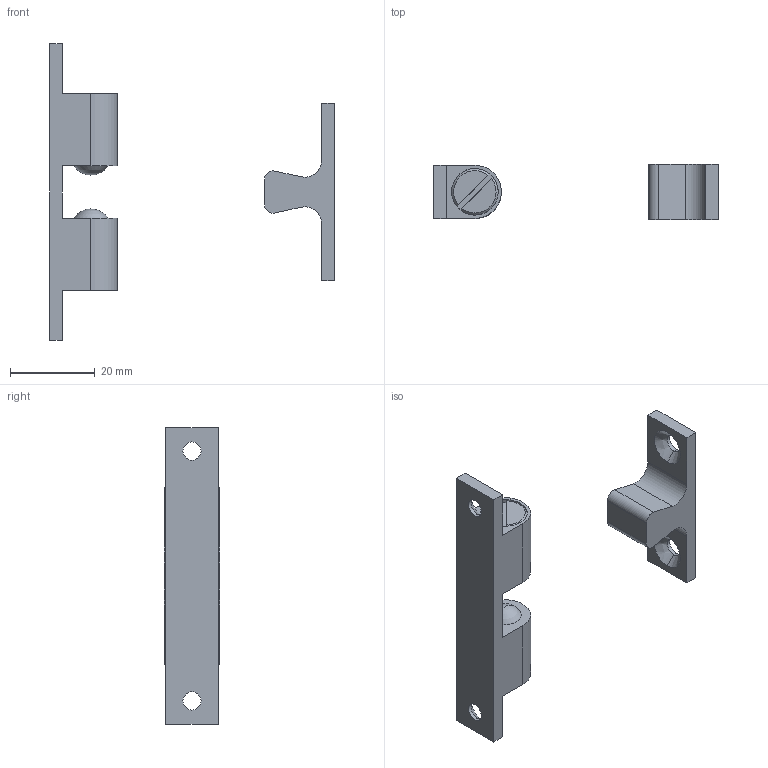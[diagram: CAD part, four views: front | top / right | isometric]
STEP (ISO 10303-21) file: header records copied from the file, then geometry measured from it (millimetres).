
FILE_DESCRIPTION( (''), '2;1');
FILE_NAME ('PC002.9192.TL_91_2_27062.stp','2024-11-21T18:02:49',(''),(''),'spGate 19.8.4 (****-****-****-****)','','');
FILE_SCHEMA (('AUTOMOTIVE_DESIGN'));
Length unit declared in the file: millimetre
Products named in the file (5): Assembly; screw; ball; keeper; housing
Assembly tree (6 placements, depth 2):
  Assembly
    screw  x2
    ball  x2
    keeper
    housing
Bounding box: 67.23 x 13 x 70 mm (x, y, z)
Volume: 9410.8 mm3; surface area: 7525.3 mm2
Topology: 6 solids, 6 shells, 86 faces, 212 edges, 132 vertices
Faces by surface type: plane 36, cylinder 26, bspline 16, sphere 8
Entity records: 3744 total; most frequent: CARTESIAN_POINT 538, DIRECTION 350, ORIENTED_EDGE 348, COLOUR_RGB 250, PRESENTATION_STYLE_ASSIGNMENT 250, STYLED_ITEM 250, EDGE_CURVE 174, DRAUGHTING_PRE_DEFINED_CURVE_FONT 174
